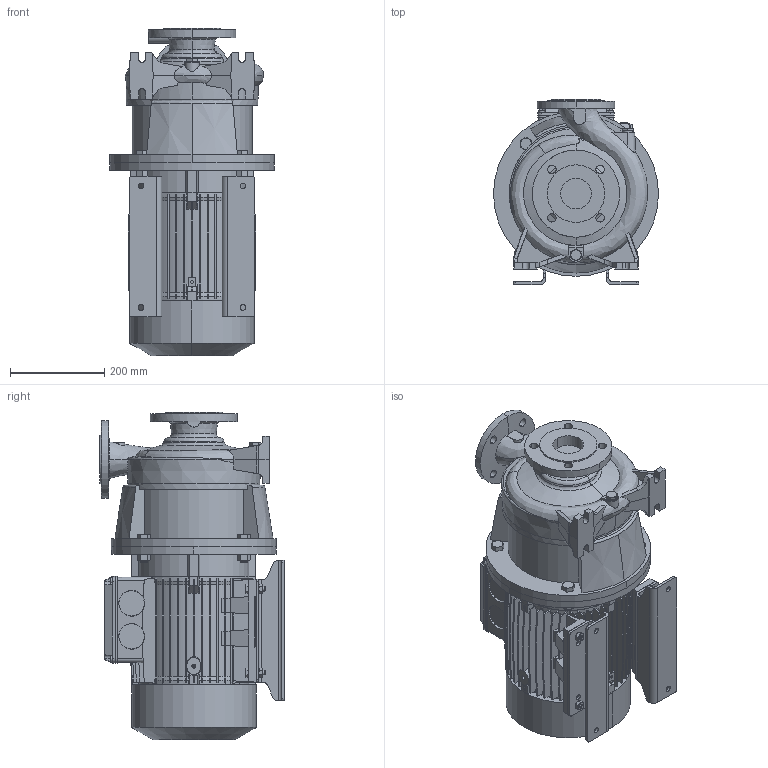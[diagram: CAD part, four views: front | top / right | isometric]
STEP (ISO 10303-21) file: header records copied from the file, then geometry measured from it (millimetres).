
FILE_DESCRIPTION (( 'STEP AP214' ), '1' );
FILE_NAME ('4.93.603.28swa01.step', '2022-12-13T09:42:40', ( '' ), ( '' ), 'SwSTEP 2.0', 'SolidWorks 2020', '' );
FILE_SCHEMA (( 'AUTOMOTIVE_DESIGN' ));
Length unit declared in the file: millimetre
Products named in the file (6): 4.93.603.28swa01; 10007670swn00_M32x1.5; 10008962swa01_M132S; Copia di 4_93_603_28_REV00^4.93.603.28swa01; 10008958swp01_132S-R3; 10007568swp00_M132 B5-De350
Assembly tree (6 placements, depth 3):
  4.93.603.28swa01
    Copia di 4_93_603_28_REV00^4.93.603.28swa01
    10008962swa01_M132S
      10007568swp00_M132 B5-De350
      10008958swp01_132S-R3
      10007670swn00_M32x1.5  x2
Bounding box: 350 x 392 x 694 mm (x, y, z)
Volume: 38635622.8 mm3; surface area: 2073275.9 mm2
Topology: 26 solids, 26 shells, 2214 faces, 5777 edges, 3718 vertices
Faces by surface type: plane 1187, cylinder 388, cone 366, bspline 258, torus 15
Entity records: 103080 total; most frequent: CARTESIAN_POINT 52856, ORIENTED_EDGE 11204, DIRECTION 8780, EDGE_CURVE 5602, VERTEX_POINT 3620, VECTOR 3114, LINE 3114, AXIS2_PLACEMENT_3D 2833
